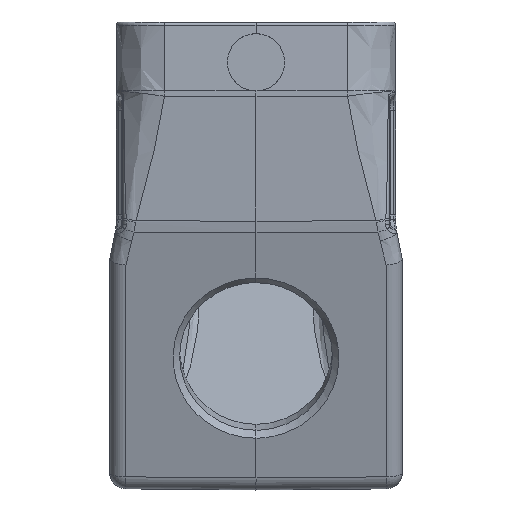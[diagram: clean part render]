
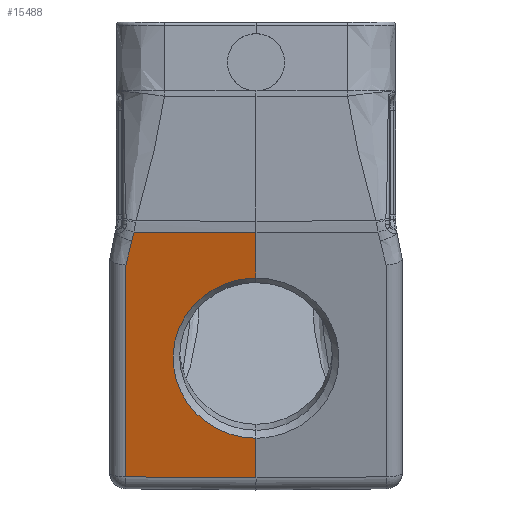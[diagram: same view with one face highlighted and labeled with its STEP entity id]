
A CAD part, left-side view. The second image highlights one B-rep face of the part: STEP entity #15488.
In plain terms, the highlighted planar face has unit normal (-0.966, 0.009, -0.259).
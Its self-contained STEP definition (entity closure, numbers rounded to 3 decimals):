
#539=CARTESIAN_POINT('',(-32.69,0.,
-39.399));
#559=CARTESIAN_POINT('',(-26.09,0.,
-64.031));
#564=DIRECTION('',(-0.259,0.,0.966));
#565=VECTOR('',#564,7.303);
#566=CARTESIAN_POINT('',(-32.69,0.,
-39.399));
#567=LINE('',#566,#565);
#578=DIRECTION('',(-0.259,0.,0.966));
#579=VECTOR('',#578,6.332);
#580=CARTESIAN_POINT('',(-24.451,0.,
-70.147));
#581=LINE('',#580,#579);
#599=CARTESIAN_POINT('',(-26.09,0.,
-64.031));
#600=CARTESIAN_POINT('',(-26.084,0.659,
-64.031));
#601=CARTESIAN_POINT('',(-26.1,2.06,-63.923));
#602=CARTESIAN_POINT('',(-26.218,4.182,-63.411));
#603=CARTESIAN_POINT('',(-26.441,6.263,-62.508));
#604=CARTESIAN_POINT('',(-26.758,8.146,-61.262));
#605=CARTESIAN_POINT('',(-27.154,9.757,-59.729));
#606=CARTESIAN_POINT('',(-27.619,11.064,-57.953));
#607=CARTESIAN_POINT('',(-28.14,12.033,-55.975));
#608=CARTESIAN_POINT('',(-28.701,12.626,-53.861));
#609=CARTESIAN_POINT('',(-29.282,12.825,-51.685));
#610=CARTESIAN_POINT('',(-29.867,12.626,-49.51));
#611=CARTESIAN_POINT('',(-30.438,12.032,-47.399));
#612=CARTESIAN_POINT('',(-30.975,11.063,-45.426));
#613=CARTESIAN_POINT('',(-31.461,9.756,-43.656));
#614=CARTESIAN_POINT('',(-31.885,8.144,-42.13));
#615=CARTESIAN_POINT('',(-32.233,6.26,-40.892));
#616=CARTESIAN_POINT('',(-32.491,4.18,-39.999));
#617=CARTESIAN_POINT('',(-32.645,2.059,-39.498));
#618=CARTESIAN_POINT('',(-32.685,0.658,
-39.396));
#619=CARTESIAN_POINT('',(-32.69,0.,
-39.399));
#624=DIRECTION('',(0.007,1.,0.009));
#625=VECTOR('',#624,20.023);
#626=CARTESIAN_POINT('',(-24.451,0.,
-70.147));
#627=LINE('',#626,#625);
#1914=DIRECTION('',(0.009,1.,0.002));
#1915=VECTOR('',#1914,18.768);
#1916=CARTESIAN_POINT('',(-34.58,0.,
-32.345));
#1917=LINE('',#1916,#1915);
#2039=CARTESIAN_POINT('',(-34.418,18.767,
-32.316));
#2040=CARTESIAN_POINT('',(-34.383,18.802,
-32.448));
#2041=CARTESIAN_POINT('',(-34.308,18.87,
-32.725));
#2042=CARTESIAN_POINT('',(-34.18,18.981,
-33.2));
#2043=CARTESIAN_POINT('',(-34.094,19.066,
-33.517));
#2044=CARTESIAN_POINT('',(-34.05,19.115,
-33.678));
#2068=CARTESIAN_POINT('',(-34.05,19.115,
-33.678));
#2069=CARTESIAN_POINT('',(-33.93,19.25,
-34.121));
#2070=CARTESIAN_POINT('',(-33.696,19.497,
-34.987));
#2071=CARTESIAN_POINT('',(-33.374,19.779,
-36.179));
#2072=CARTESIAN_POINT('',(-33.155,19.946,
-36.991));
#2073=CARTESIAN_POINT('',(-33.046,20.022,
-37.395));
#3597=DIRECTION('',(0.259,0.,-0.966));
#3598=VECTOR('',#3597,33.727);
#3599=CARTESIAN_POINT('',(-33.046,20.022,
-37.395));
#3600=LINE('',#3599,#3598);
#13532=CARTESIAN_POINT('',(-34.58,0.,
-32.345));
#13534=VERTEX_POINT('',#13532);
#13539=CARTESIAN_POINT('',(-24.451,0.,
-70.147));
#13540=VERTEX_POINT('',#13539);
#13541=CARTESIAN_POINT('',(-24.317,20.022,
-69.972));
#13542=VERTEX_POINT('',#13541);
#13543=CARTESIAN_POINT('',(-33.046,20.022,
-37.395));
#13544=VERTEX_POINT('',#13543);
#13545=VERTEX_POINT('',#2068);
#13546=VERTEX_POINT('',#2039);
#14776=VERTEX_POINT('',#539);
#14777=VERTEX_POINT('',#559);
#15468=CARTESIAN_POINT('',(-23.955,0.,-72.));
#15469=DIRECTION('',(-0.966,0.009,-0.259));
#15470=DIRECTION('',(-0.259,0.,0.966));
#15471=AXIS2_PLACEMENT_3D('',#15468,#15469,#15470);
#15472=PLANE('',#15471);
#15473=ORIENTED_EDGE('',*,*,#15459,.F.);
#15474=ORIENTED_EDGE('',*,*,#15258,.F.);
#15476=ORIENTED_EDGE('',*,*,#15475,.T.);
#15478=ORIENTED_EDGE('',*,*,#15477,.F.);
#15480=ORIENTED_EDGE('',*,*,#15479,.F.);
#15482=ORIENTED_EDGE('',*,*,#15481,.F.);
#15484=ORIENTED_EDGE('',*,*,#15483,.F.);
#15485=ORIENTED_EDGE('',*,*,#15248,.F.);
#15486=EDGE_LOOP('',(#15473,#15474,#15476,#15478,#15480,#15482,#15484,#15485));
#15487=FACE_OUTER_BOUND('',#15486,.F.);
#620=B_SPLINE_CURVE_WITH_KNOTS('',3,(#599,#600,#601,#602,#603,#604,#605,#606,
#607,#608,#609,#610,#611,#612,#613,#614,#615,#616,#617,#618,#619),.UNSPECIFIED.,
.F.,.F.,(4,1,1,1,1,1,1,1,1,1,1,1,1,1,1,1,1,1,4),(0.,0.051,
0.107,0.163,0.22,0.276,
0.332,0.388,0.444,0.5,
0.556,0.612,0.668,0.724,
0.78,0.837,0.893,0.949,1.),
.UNSPECIFIED.);
#2045=B_SPLINE_CURVE_WITH_KNOTS('',3,(#2039,#2040,#2041,#2042,#2043,#2044),
.UNSPECIFIED.,.F.,.F.,(4,1,1,4),(0.,0.333,0.667,1.),
.UNSPECIFIED.);
#2074=B_SPLINE_CURVE_WITH_KNOTS('',3,(#2068,#2069,#2070,#2071,#2072,#2073),
.UNSPECIFIED.,.F.,.F.,(4,1,1,4),(0.,0.333,0.667,1.),
.UNSPECIFIED.);
#15248=EDGE_CURVE('',#14776,#13534,#567,.T.);
#15258=EDGE_CURVE('',#13540,#14777,#581,.T.);
#15459=EDGE_CURVE('',#14777,#14776,#620,.T.);
#15475=EDGE_CURVE('',#13540,#13542,#627,.T.);
#15477=EDGE_CURVE('',#13544,#13542,#3600,.T.);
#15479=EDGE_CURVE('',#13545,#13544,#2074,.T.);
#15481=EDGE_CURVE('',#13546,#13545,#2045,.T.);
#15483=EDGE_CURVE('',#13534,#13546,#1917,.T.);
#15488=ADVANCED_FACE('',(#15487),#15472,.T.);
